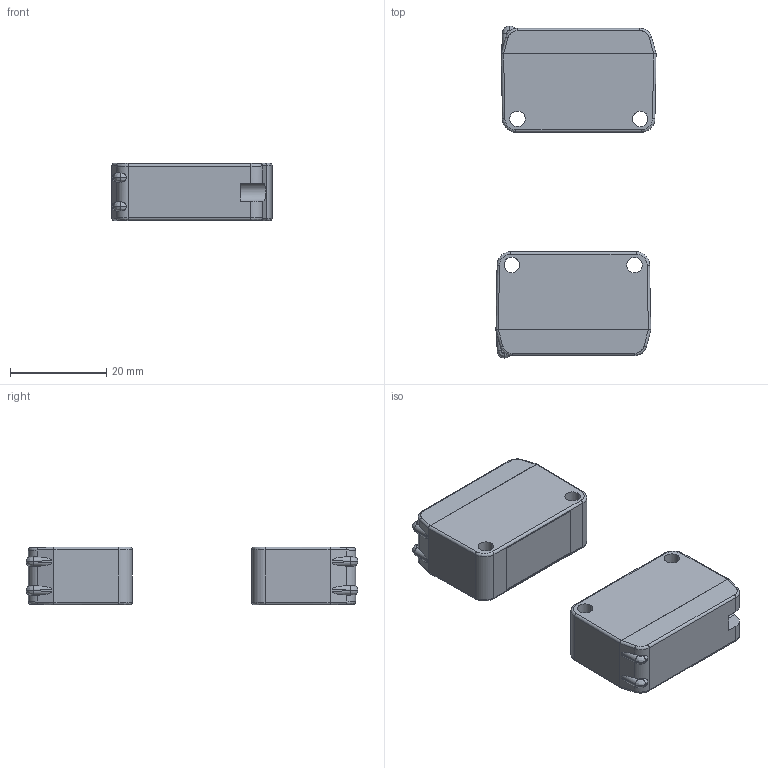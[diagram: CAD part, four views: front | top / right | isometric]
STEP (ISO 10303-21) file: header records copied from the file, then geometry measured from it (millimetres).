
FILE_DESCRIPTION (( 'STEP AP203' ), '1' );
FILE_NAME ('T61-0713.STEP', '2022-07-13T11:33:50', ( '' ), ( '' ), 'SwSTEP 2.0', 'SolidWorks 2018', '' );
FILE_SCHEMA (( 'CONFIG_CONTROL_DESIGN' ));
Length unit declared in the file: millimetre
Products named in the file (10): D61-C; D61-B01; D61-D; MANIFOLD_SOLID_BREP_119.stp; MANIFOLD_SOLID_BREP_130.stp; D61-A; D61-B02; MANIFOLD_SOLID_BREP_121.stp; T61-0713; MANIFOLD_SOLID_BREP_120.stp
Assembly tree (11 placements, depth 3):
  T61-0713
    D61-A
      MANIFOLD_SOLID_BREP_119.stp
    D61-B01
    D61-C  x2
      MANIFOLD_SOLID_BREP_130.stp
    D61-D
      MANIFOLD_SOLID_BREP_121.stp
    MANIFOLD_SOLID_BREP_119.stp
    D61-B02
      MANIFOLD_SOLID_BREP_120.stp
Bounding box: 33.23 x 68.9 x 11.99 mm (x, y, z)
Volume: 5733.3 mm3; surface area: 11320.5 mm2
Topology: 7 solids, 7 shells, 868 faces, 2492 edges, 1638 vertices
Faces by surface type: plane 664, cylinder 154, bspline 42, cone 8
Entity records: 27848 total; most frequent: CARTESIAN_POINT 10192, ORIENTED_EDGE 3870, DIRECTION 2811, EDGE_CURVE 1935, VECTOR 1355, LINE 1355, VERTEX_POINT 1270, AXIS2_PLACEMENT_3D 728
